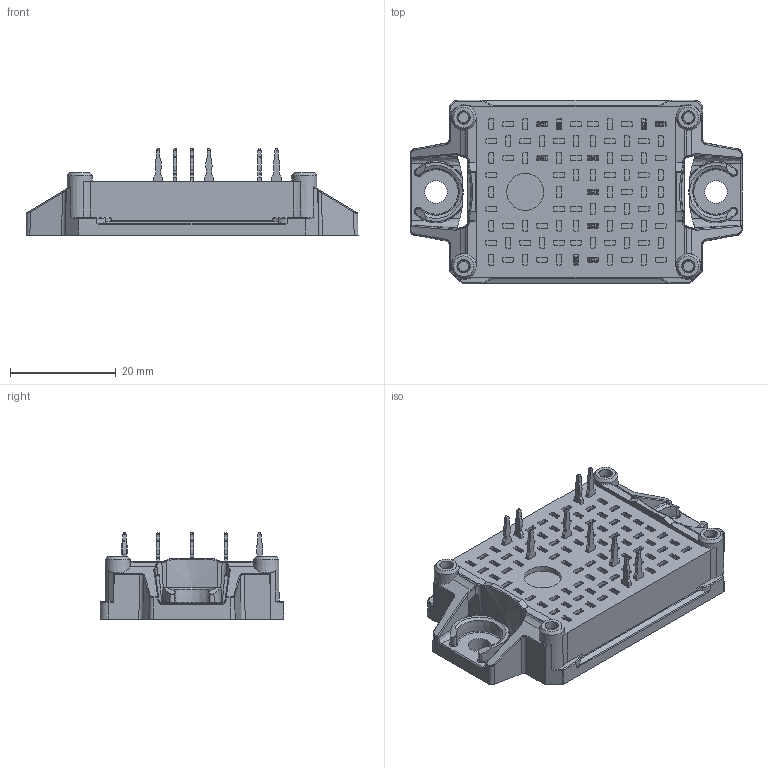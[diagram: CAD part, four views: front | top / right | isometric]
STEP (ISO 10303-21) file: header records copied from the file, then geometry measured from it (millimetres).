
FILE_DESCRIPTION(/* description */ ('Unknown'),/* implementation_level */ '2;1');
FILE_NAME(/* name */ 'FlowE1-4T12T-PE00(100)-01-OL',/* time_stamp */ '2022-02-09T11:05:40+01:00',/* author */ ('Unknown'),/* organization */ ('Unknown'),/* preprocessor_version */ 'ST-DEVELOPER v16.7',/* originating_system */ 'Solid Edge',/* authorisation */ 'Unknown');
FILE_SCHEMA (('AUTOMOTIVE_DESIGN {1 0 10303 214 3 1 1}'));
Products named in the file (1): FlowE1-4T12T-PE00-OL
Bounding box: 62.8 x 34.78 x 16.43 mm (x, y, z)
Volume: 15540.5 mm3; surface area: 7980.5 mm2
Topology: 1 solids, 1 shells, 2251 faces, 5535 edges, 3380 vertices
Faces by surface type: plane 1105, cylinder 567, cone 418, bspline 115, torus 28, sphere 18
Full cylindrical faces by diameter (mm): 4.3 x2, 7 x1
Entity records: 82878 total; most frequent: CARTESIAN_POINT 14110, DIRECTION 11186, ORIENTED_EDGE 10968, EDGE_CURVE 5484, AXIS2_PLACEMENT_3D 3883, LINE 3420, VECTOR 3420, VERTEX_POINT 3372
